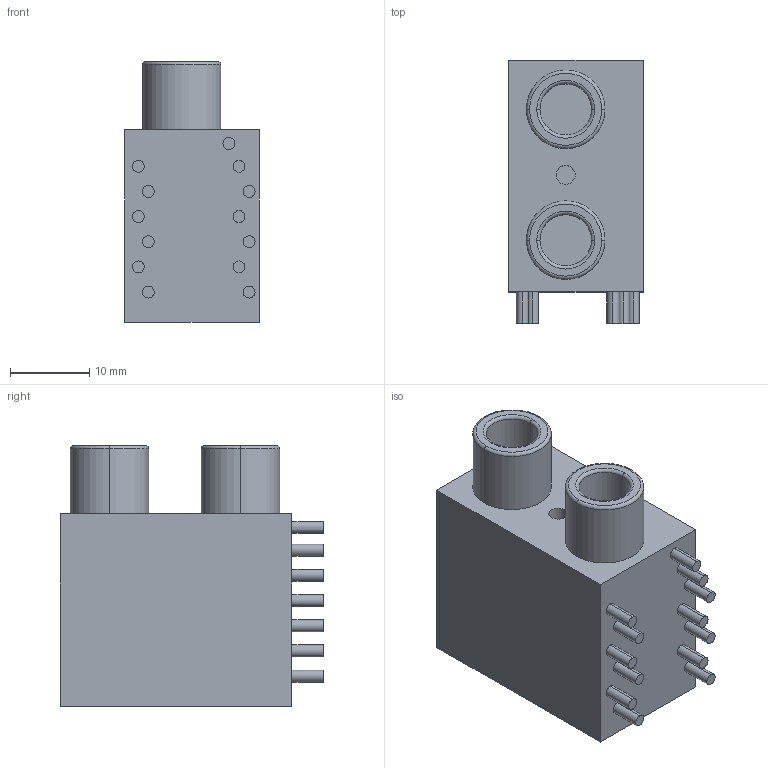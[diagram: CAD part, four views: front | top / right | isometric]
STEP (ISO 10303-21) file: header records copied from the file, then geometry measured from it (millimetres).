
FILE_DESCRIPTION((''),'2;1');
FILE_NAME('D-NSJ12HL','2012-04-27T',('odo'),(''),'PRO/ENGINEER BY PARAMETRIC TECHNOLOGY CORPORATION, 2011310','PRO/ENGINEER BY PARAMETRIC TECHNOLOGY CORPORATION, 2011310','');
FILE_SCHEMA(('AUTOMOTIVE_DESIGN_CC2 { 1 2 10303 214 -1 1 5 2 }'));
Length unit declared in the file: millimetre
Products named in the file (1): D-NSJ12HL
Bounding box: 17 x 33.2 x 32.9 mm (x, y, z)
Volume: 11273.7 mm3; surface area: 5464.4 mm2
Topology: 1 solids, 1 shells, 68 faces, 136 edges, 88 vertices
Faces by surface type: cylinder 36, plane 24, torus 8
Entity records: 2027 total; most frequent: DIRECTION 360, CARTESIAN_POINT 292, ORIENTED_EDGE 272, COLOUR_RGB 209, AXIS2_PLACEMENT_3D 156, EDGE_CURVE 136, VERTEX_POINT 88, CIRCLE 88
